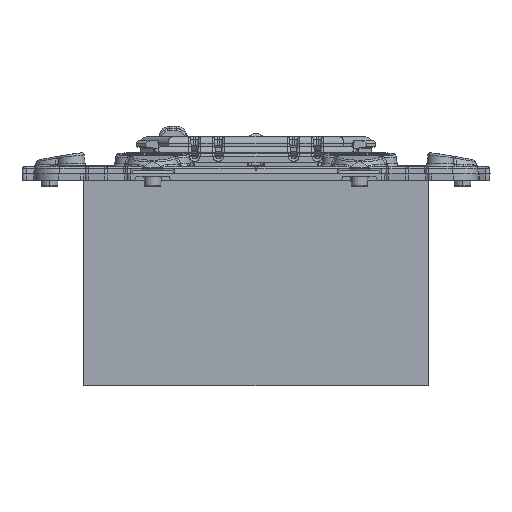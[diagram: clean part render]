
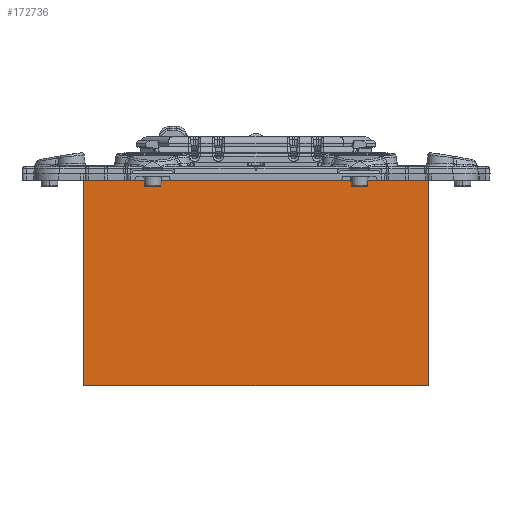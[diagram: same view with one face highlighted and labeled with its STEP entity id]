
A CAD part, left-side view. The second image highlights one B-rep face of the part: STEP entity #172736.
In plain terms, the highlighted planar face has unit normal (-1, 0, 0).
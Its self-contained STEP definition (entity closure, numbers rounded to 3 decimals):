
#172714=AXIS2_PLACEMENT_3D('Plane Axis2P3D',#172711,#172712,#172713) ;
#10006=CARTESIAN_POINT('Vertex',(-27.5,9.38,0.)) ;
#10027=CARTESIAN_POINT('Vertex',(-27.5,4.117,0.)) ;
#12003=CARTESIAN_POINT('Vertex',(-27.5,27.5,0.)) ;
#12006=CARTESIAN_POINT('Line Origine',(-27.5,18.44,0.)) ;
#12011=CARTESIAN_POINT('Line Origine',(-27.5,-11.692,0.)) ;
#12015=CARTESIAN_POINT('Vertex',(-27.5,-27.5,0.)) ;
#129043=CARTESIAN_POINT('Line Origine',(-27.5,6.749,0.)) ;
#172684=CARTESIAN_POINT('Vertex',(-27.5,27.5,-32.799)) ;
#172687=CARTESIAN_POINT('Line Origine',(-27.5,27.5,-16.399)) ;
#172711=CARTESIAN_POINT('Axis2P3D Location',(-27.5,-27.5,-0.799)) ;
#172716=CARTESIAN_POINT('Line Origine',(-27.5,0.,-32.799)) ;
#172720=CARTESIAN_POINT('Vertex',(-27.5,-27.5,-32.799)) ;
#172723=CARTESIAN_POINT('Line Origine',(-27.5,-27.5,-16.399)) ;
#12007=DIRECTION('Vector Direction',(0.,1.,0.)) ;
#12012=DIRECTION('Vector Direction',(0.,1.,0.)) ;
#129044=DIRECTION('Vector Direction',(0.,1.,0.)) ;
#172688=DIRECTION('Vector Direction',(0.,0.,-1.)) ;
#172712=DIRECTION('Axis2P3D Direction',(-1.,0.,0.)) ;
#172713=DIRECTION('Axis2P3D XDirection',(0.,1.,0.)) ;
#172717=DIRECTION('Vector Direction',(0.,1.,0.)) ;
#172724=DIRECTION('Vector Direction',(0.,0.,-1.)) ;
#12008=VECTOR('Line Direction',#12007,1.) ;
#12013=VECTOR('Line Direction',#12012,1.) ;
#129045=VECTOR('Line Direction',#129044,1.) ;
#172689=VECTOR('Line Direction',#172688,1.) ;
#172718=VECTOR('Line Direction',#172717,1.) ;
#172725=VECTOR('Line Direction',#172724,1.) ;
#172729=ORIENTED_EDGE('',*,*,#172722,.T.) ;
#172730=ORIENTED_EDGE('',*,*,#172727,.F.) ;
#172731=ORIENTED_EDGE('',*,*,#12017,.F.) ;
#172732=ORIENTED_EDGE('',*,*,#129047,.F.) ;
#172733=ORIENTED_EDGE('',*,*,#12010,.F.) ;
#172734=ORIENTED_EDGE('',*,*,#172691,.T.) ;
#172736=ADVANCED_FACE('PartBody',(#172735),#172715,.T.) ;
#12010=EDGE_CURVE('',#12004,#10007,#12009,.F.) ;
#12017=EDGE_CURVE('',#10028,#12016,#12014,.F.) ;
#129047=EDGE_CURVE('',#10007,#10028,#129046,.F.) ;
#172691=EDGE_CURVE('',#12004,#172685,#172690,.T.) ;
#172722=EDGE_CURVE('',#172685,#172721,#172719,.F.) ;
#172727=EDGE_CURVE('',#12016,#172721,#172726,.T.) ;
#172728=EDGE_LOOP('',(#172729,#172730,#172731,#172732,#172733,#172734)) ;
#172735=FACE_OUTER_BOUND('',#172728,.T.) ;
#12009=LINE('Line',#12006,#12008) ;
#12014=LINE('Line',#12011,#12013) ;
#129046=LINE('Line',#129043,#129045) ;
#172690=LINE('Line',#172687,#172689) ;
#172719=LINE('Line',#172716,#172718) ;
#172726=LINE('Line',#172723,#172725) ;
#172715=PLANE('',#172714) ;
#10007=VERTEX_POINT('',#10006) ;
#10028=VERTEX_POINT('',#10027) ;
#12004=VERTEX_POINT('',#12003) ;
#12016=VERTEX_POINT('',#12015) ;
#172685=VERTEX_POINT('',#172684) ;
#172721=VERTEX_POINT('',#172720) ;
